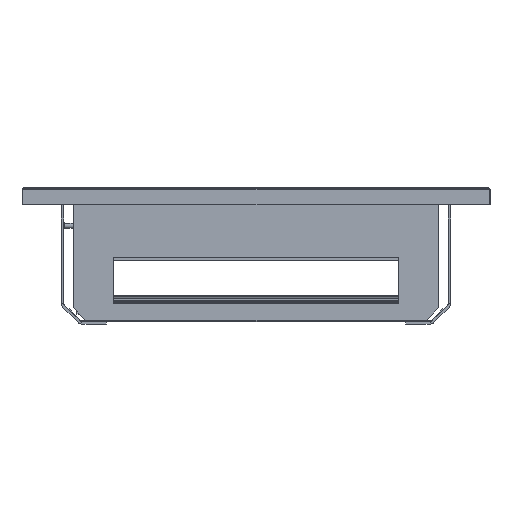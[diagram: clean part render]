
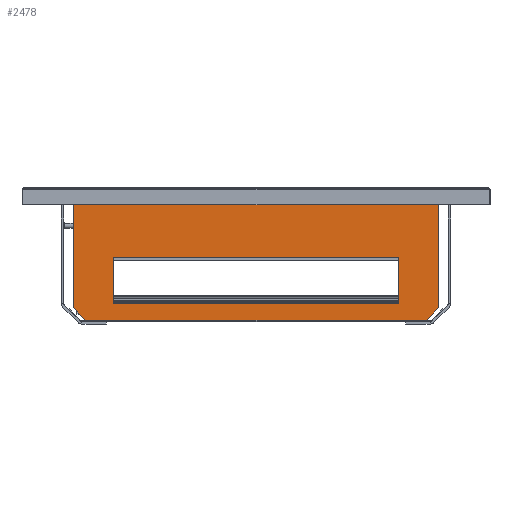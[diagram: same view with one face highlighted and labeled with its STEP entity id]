
A CAD part, front view. The second image highlights one B-rep face of the part: STEP entity #2478.
In plain terms, the highlighted face is planar.
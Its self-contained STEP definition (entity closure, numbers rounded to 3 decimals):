
#2478=ADVANCED_FACE('',(#6865,#6867),#6869,.F.);
#6865=FACE_BOUND('',#6866,.T.);
#6866=EDGE_LOOP('',(#10557,#10558,#10559,#10560,#10561,#10562));
#6867=FACE_BOUND('',#6868,.T.);
#6868=EDGE_LOOP('',(#10563,#10564,#10565,#10566));
#6869=PLANE('',#6870);
#6870=AXIS2_PLACEMENT_3D('',#6871,#6872,#6873);
#6871=CARTESIAN_POINT('',(60.9,0.,0.));
#6872=DIRECTION('',(1.,0.,0.));
#6873=DIRECTION('',(0.,0.,-1.));
#10557=ORIENTED_EDGE('',*,*,#12523,.F.);
#10558=ORIENTED_EDGE('',*,*,#12524,.T.);
#10559=ORIENTED_EDGE('',*,*,#12525,.F.);
#10560=ORIENTED_EDGE('',*,*,#12526,.T.);
#10561=ORIENTED_EDGE('',*,*,#12527,.T.);
#10562=ORIENTED_EDGE('',*,*,#12528,.T.);
#10563=ORIENTED_EDGE('',*,*,#12529,.F.);
#10564=ORIENTED_EDGE('',*,*,#12530,.F.);
#10565=ORIENTED_EDGE('',*,*,#12531,.F.);
#10566=ORIENTED_EDGE('',*,*,#12532,.F.);
#12523=EDGE_CURVE('',#13894,#13895,#13896,.T.);
#12524=EDGE_CURVE('',#13894,#13897,#13898,.T.);
#12525=EDGE_CURVE('',#13899,#13897,#13900,.T.);
#12526=EDGE_CURVE('',#13899,#13901,#13902,.T.);
#12527=EDGE_CURVE('',#13901,#13903,#13904,.T.);
#12528=EDGE_CURVE('',#13903,#13895,#13905,.T.);
#12529=EDGE_CURVE('',#13906,#13907,#13908,.T.);
#12530=EDGE_CURVE('',#13909,#13906,#13910,.T.);
#12531=EDGE_CURVE('',#13911,#13909,#13912,.T.);
#12532=EDGE_CURVE('',#13907,#13911,#13913,.T.);
#13894=VERTEX_POINT('',#16624);
#13895=VERTEX_POINT('',#16625);
#13896=LINE('',#16626,#16627);
#13897=VERTEX_POINT('',#16629);
#13898=LINE('',#16630,#16631);
#13899=VERTEX_POINT('',#16633);
#13900=LINE('',#16634,#16635);
#13901=VERTEX_POINT('',#16637);
#13902=LINE('',#16638,#16639);
#13903=VERTEX_POINT('',#16641);
#13904=LINE('',#16642,#16643);
#13905=LINE('',#16645,#16646);
#13906=VERTEX_POINT('',#16648);
#13907=VERTEX_POINT('',#16649);
#13908=LINE('',#16650,#16651);
#13909=VERTEX_POINT('',#16653);
#13910=LINE('',#16654,#16655);
#13911=VERTEX_POINT('',#16657);
#13912=LINE('',#16658,#16659);
#13913=LINE('',#16661,#16662);
#16624=CARTESIAN_POINT('',(60.9,60.2,-140.929));
#16625=CARTESIAN_POINT('',(60.9,74.771,-155.5));
#16626=CARTESIAN_POINT('',(60.9,60.2,-140.929));
#16627=VECTOR('',#16628,1.);
#16628=DIRECTION('',(0.,0.707,-0.707));
#16629=CARTESIAN_POINT('',(60.9,60.2,-15.7));
#16630=CARTESIAN_POINT('',(60.9,60.2,-140.929));
#16631=VECTOR('',#16632,1.);
#16632=DIRECTION('',(0.,0.,1.));
#16633=CARTESIAN_POINT('',(60.9,489.8,-15.7));
#16634=CARTESIAN_POINT('',(60.9,489.8,-15.7));
#16635=VECTOR('',#16636,1.);
#16636=DIRECTION('',(0.,-1.,0.));
#16637=CARTESIAN_POINT('',(60.9,489.8,-140.929));
#16638=CARTESIAN_POINT('',(60.9,489.8,-15.7));
#16639=VECTOR('',#16640,1.);
#16640=DIRECTION('',(0.,0.,-1.));
#16641=CARTESIAN_POINT('',(60.9,475.229,-155.5));
#16642=CARTESIAN_POINT('',(60.9,489.8,-140.929));
#16643=VECTOR('',#16644,1.);
#16644=DIRECTION('',(0.,-0.707,-0.707));
#16645=CARTESIAN_POINT('',(60.9,475.229,-155.5));
#16646=VECTOR('',#16647,1.);
#16647=DIRECTION('',(0.,-1.,0.));
#16648=CARTESIAN_POINT('',(60.9,442.8,-81.2));
#16649=CARTESIAN_POINT('',(60.9,442.8,-136.2));
#16650=CARTESIAN_POINT('',(60.9,442.8,-81.2));
#16651=VECTOR('',#16652,1.);
#16652=DIRECTION('',(0.,0.,-1.));
#16653=CARTESIAN_POINT('',(60.9,107.2,-81.2));
#16654=CARTESIAN_POINT('',(60.9,107.2,-81.2));
#16655=VECTOR('',#16656,1.);
#16656=DIRECTION('',(0.,1.,0.));
#16657=CARTESIAN_POINT('',(60.9,107.2,-136.2));
#16658=CARTESIAN_POINT('',(60.9,107.2,-136.2));
#16659=VECTOR('',#16660,1.);
#16660=DIRECTION('',(0.,0.,1.));
#16661=CARTESIAN_POINT('',(60.9,442.8,-136.2));
#16662=VECTOR('',#16663,1.);
#16663=DIRECTION('',(0.,-1.,0.));
